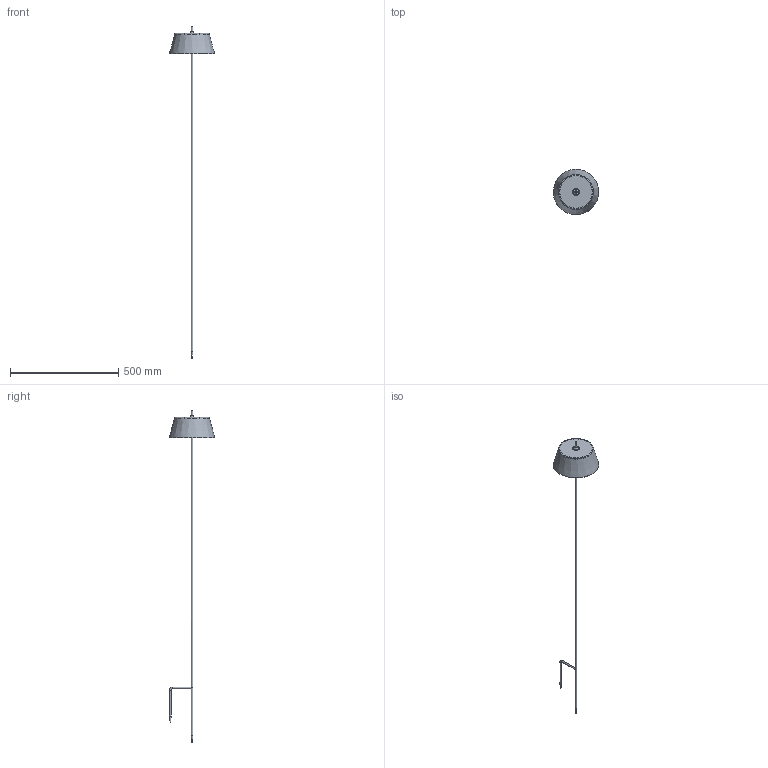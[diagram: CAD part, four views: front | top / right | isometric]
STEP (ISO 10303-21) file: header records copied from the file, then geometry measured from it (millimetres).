
FILE_DESCRIPTION(/* description */ ('This is a sample STEP configuration'),/* implementation_level */ '2;1');
FILE_NAME(/* name */ '135-9005xxxx _Simple.ipt_Rev_00.stp',/* time_stamp */ '2022-04-04T13:42:26+02:00',/* author */ ('powerJobs'),/* organization */ ('coolOrange'),/* preprocessor_version */ 'ST-DEVELOPER v18.1',/* originating_system */ 'Autodesk Inventor 2020',/* authorisation */ '');
FILE_SCHEMA (('AUTOMOTIVE_DESIGN { 1 0 10303 214 3 1 1 }'));
Length unit declared in the file: millimetre
Products named in the file (1): ENG000025670
Bounding box: 209.96 x 209.98 x 1533.9 mm (x, y, z)
Volume: 837978.5 mm3; surface area: 203424.9 mm2
Topology: 1 solids, 1 shells, 33 faces, 97 edges, 74 vertices
Faces by surface type: plane 11, cone 10, torus 7, cylinder 4, bspline 1
Full cylindrical faces by diameter (mm): 8 x3, 30.5 x1
Entity records: 1260 total; most frequent: DIRECTION 245, CARTESIAN_POINT 231, ORIENTED_EDGE 194, AXIS2_PLACEMENT_3D 115, EDGE_CURVE 97, CIRCLE 80, VERTEX_POINT 74, EDGE_LOOP 41
